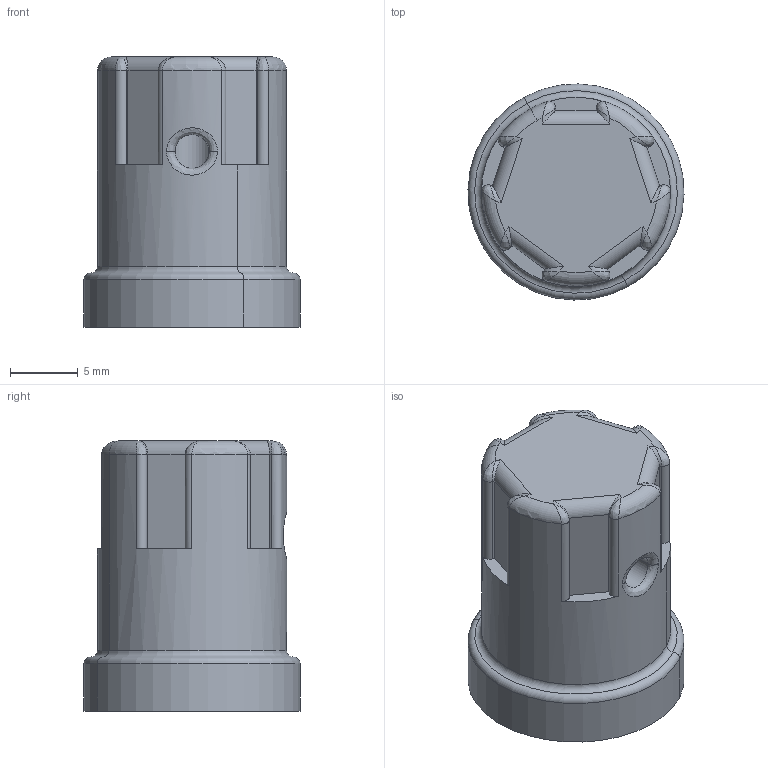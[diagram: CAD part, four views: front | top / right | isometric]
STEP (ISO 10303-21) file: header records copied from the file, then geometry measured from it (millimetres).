
FILE_DESCRIPTION(('CATIA V5 STEP Exchange'),'2;1');
FILE_NAME('BOSCHUNG_SM_V2_NOZZLE.stp','2023-11-15T21:13:53+00:00',('none'),('none'),'CATIA Unofficial Packaging Version SP3','CATIA V5 STEP AP203','none');
FILE_SCHEMA(('CONFIG_CONTROL_DESIGN'));
Length unit declared in the file: millimetre
Products named in the file (1): BOSCHUNG_SM_V2_NOZZLE
Bounding box: 16 x 16 x 20 mm (x, y, z)
Volume: 2949.1 mm3; surface area: 1465.1 mm2
Topology: 1 solids, 1 shells, 80 faces, 190 edges, 103 vertices
Faces by surface type: cylinder 33, plane 23, bspline 12, torus 12
Entity records: 3801 total; most frequent: CARTESIAN_POINT 2174, ORIENTED_EDGE 360, DIRECTION 249, EDGE_CURVE 180, AXIS2_PLACEMENT_3D 109, VERTEX_POINT 103, VECTOR 83, EDGE_LOOP 83
